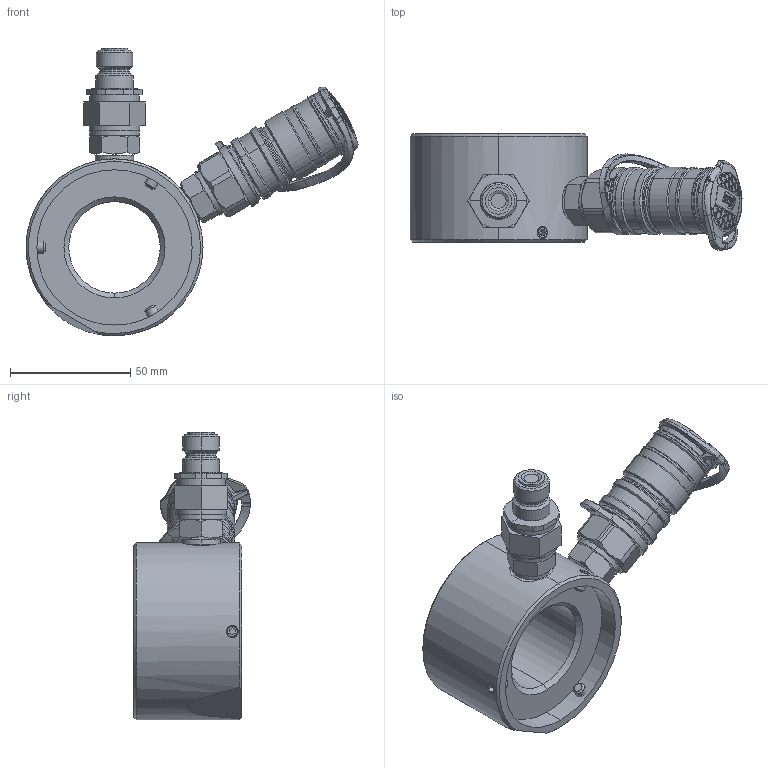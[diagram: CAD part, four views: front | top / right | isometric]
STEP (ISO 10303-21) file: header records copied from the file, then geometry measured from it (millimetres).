
FILE_DESCRIPTION (( 'STEP AP214' ), '1' );
FILE_NAME ('CTST No.1 LOADCELL ASSEMBLY.STEP', '2019-03-12T08:24:00', ( '' ), ( '' ), 'SwSTEP 2.0', 'SolidWorks 2018', '' );
FILE_SCHEMA (( 'AUTOMOTIVE_DESIGN' ));
Length unit declared in the file: millimetre
Products named in the file (1): CTST No.1 LOADCELL ASSEMBLY
Bounding box: 137.85 x 48.5 x 119.52 mm (x, y, z)
Surface area: 40531.5 mm2 (no closed solid volume)
Topology: 0 solids, 14 shells, 683 faces, 2421 edges, 1621 vertices
Faces by surface type: bspline 281, cone 128, plane 106, cylinder 100, sphere 45, torus 23
Entity records: 43586 total; most frequent: CARTESIAN_POINT 19004, ORIENTED_EDGE 3827, DIRECTION 2485, EDGE_CURVE 2406, VERTEX_POINT 1614, B_SPLINE_CURVE_WITH_KNOTS 1336, AXIS2_PLACEMENT_3D 1046, EDGE_LOOP 762
